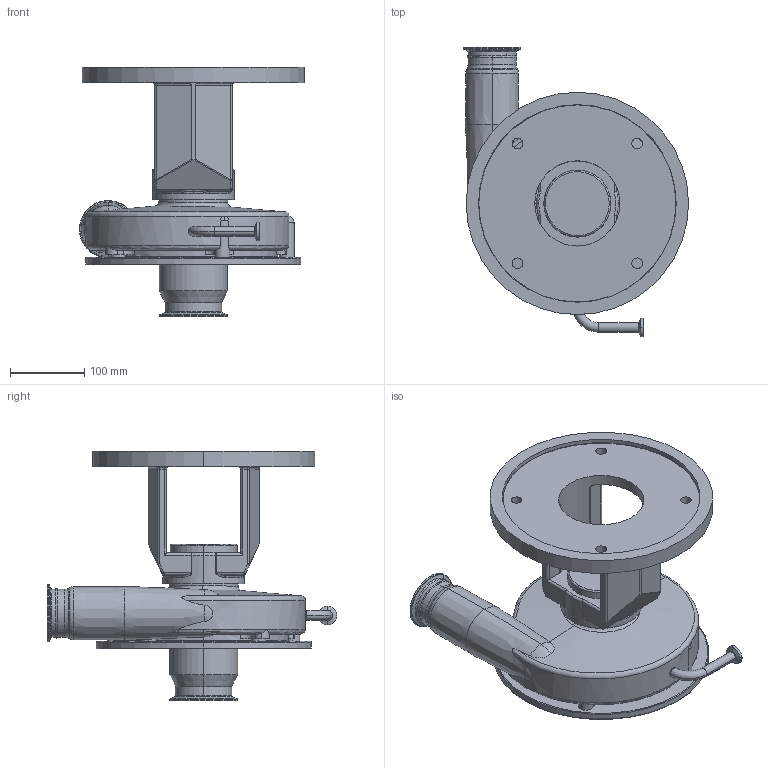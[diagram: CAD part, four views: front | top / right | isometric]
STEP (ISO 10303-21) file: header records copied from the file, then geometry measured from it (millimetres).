
FILE_DESCRIPTION (( 'STEP AP214' ), '1' );
FILE_NAME ('FPR 3541-3542 280TC VERT 1-2 IN ELBOW LEFT DRAIN.STEP', '2022-12-22T20:25:45', ( '' ), ( '' ), 'SwSTEP 2.0', 'SolidWorks 2021', '' );
FILE_SCHEMA (( 'AUTOMOTIVE_DESIGN' ));
Length unit declared in the file: millimetre
Products named in the file (1): FPR 3541-3542 280TC VERT 1-2 IN ELBOW LEFT DRAIN
Bounding box: 303.7 x 390.9 x 336.5 mm (x, y, z)
Volume: 5537599.6 mm3; surface area: 631875.9 mm2
Topology: 1 solids, 2 shells, 396 faces, 969 edges, 575 vertices
Faces by surface type: cylinder 146, torus 88, plane 63, bspline 45, cone 37, sphere 17
Entity records: 16039 total; most frequent: CARTESIAN_POINT 6904, DIRECTION 1966, ORIENTED_EDGE 1922, EDGE_CURVE 961, AXIS2_PLACEMENT_3D 844, VERTEX_POINT 575, CIRCLE 492, EDGE_LOOP 426
